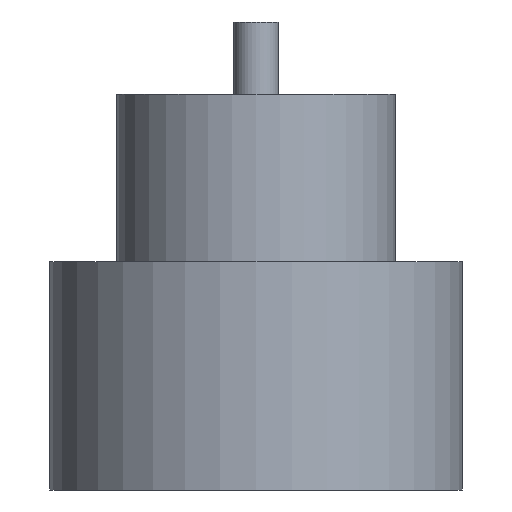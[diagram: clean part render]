
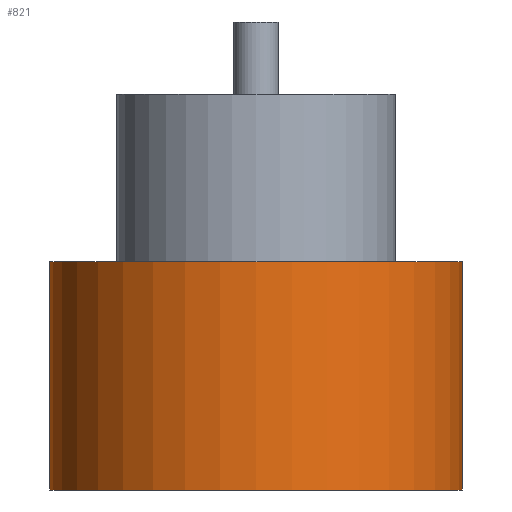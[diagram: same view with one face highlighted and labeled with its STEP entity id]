
A CAD part, front view. The second image highlights one B-rep face of the part: STEP entity #821.
In plain terms, the highlighted cylindrical face has radius 1.85 mm (diameter 3.7 mm), a partial arc.
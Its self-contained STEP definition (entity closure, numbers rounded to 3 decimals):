
#39 = CIRCLE ( 'NONE', #376, 1.85 ) ;
#52 = VERTEX_POINT ( 'NONE', #721 ) ;
#111 = AXIS2_PLACEMENT_3D ( 'NONE', #409, #218, #817 ) ;
#166 = EDGE_CURVE ( 'NONE', #789, #52, #221, .T. ) ;
#203 = DIRECTION ( 'NONE',  ( 0., 0., -1. ) ) ;
#218 = DIRECTION ( 'NONE',  ( 0., 0., -1. ) ) ;
#221 = CIRCLE ( 'NONE', #273, 1.85 ) ;
#228 = CARTESIAN_POINT ( 'NONE',  ( -1.85, 0., -0.5 ) ) ;
#236 = VERTEX_POINT ( 'NONE', #278 ) ;
#262 = EDGE_CURVE ( 'NONE', #789, #387, #368, .T. ) ;
#273 = AXIS2_PLACEMENT_3D ( 'NONE', #656, #381, #515 ) ;
#278 = CARTESIAN_POINT ( 'NONE',  ( 1.85, 0., -0.5 ) ) ;
#308 = CYLINDRICAL_SURFACE ( 'NONE', #111, 1.85 ) ;
#362 = EDGE_LOOP ( 'NONE', ( #562, #457, #703, #654 ) ) ;
#368 = LINE ( 'NONE', #729, #843 ) ;
#376 = AXIS2_PLACEMENT_3D ( 'NONE', #735, #662, #534 ) ;
#381 = DIRECTION ( 'NONE',  ( 0., 0., 1. ) ) ;
#387 = VERTEX_POINT ( 'NONE', #228 ) ;
#409 = CARTESIAN_POINT ( 'NONE',  ( 0., 0., 3.05 ) ) ;
#457 = ORIENTED_EDGE ( 'NONE', *, *, #166, .F. ) ;
#497 = LINE ( 'NONE', #749, #797 ) ;
#515 = DIRECTION ( 'NONE',  ( 1., 0., 0. ) ) ;
#534 = DIRECTION ( 'NONE',  ( 1., 0., 0. ) ) ;
#562 = ORIENTED_EDGE ( 'NONE', *, *, #610, .F. ) ;
#567 = FACE_OUTER_BOUND ( 'NONE', #362, .T. ) ;
#597 = CARTESIAN_POINT ( 'NONE',  ( -1.85, 0., 1.55 ) ) ;
#608 = DIRECTION ( 'NONE',  ( 0., 0., -1. ) ) ;
#610 = EDGE_CURVE ( 'NONE', #52, #236, #497, .T. ) ;
#654 = ORIENTED_EDGE ( 'NONE', *, *, #788, .T. ) ;
#656 = CARTESIAN_POINT ( 'NONE',  ( 0., 0., 1.55 ) ) ;
#662 = DIRECTION ( 'NONE',  ( 0., 0., 1. ) ) ;
#703 = ORIENTED_EDGE ( 'NONE', *, *, #262, .T. ) ;
#721 = CARTESIAN_POINT ( 'NONE',  ( 1.85, 0., 1.55 ) ) ;
#729 = CARTESIAN_POINT ( 'NONE',  ( -1.85, 0., 3.05 ) ) ;
#735 = CARTESIAN_POINT ( 'NONE',  ( 0., 0., -0.5 ) ) ;
#749 = CARTESIAN_POINT ( 'NONE',  ( 1.85, 0., 3.05 ) ) ;
#788 = EDGE_CURVE ( 'NONE', #387, #236, #39, .T. ) ;
#789 = VERTEX_POINT ( 'NONE', #597 ) ;
#797 = VECTOR ( 'NONE', #203, 1000. ) ;
#817 = DIRECTION ( 'NONE',  ( -1., 0., 0. ) ) ;
#821 = ADVANCED_FACE ( 'NONE', ( #567 ), #308, .T. ) ;
#843 = VECTOR ( 'NONE', #608, 1000. ) ;
